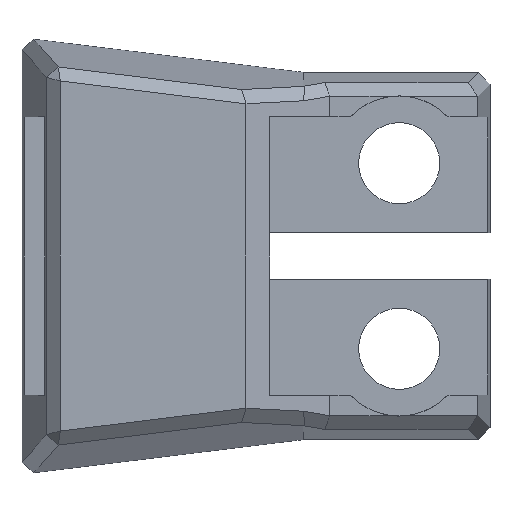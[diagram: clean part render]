
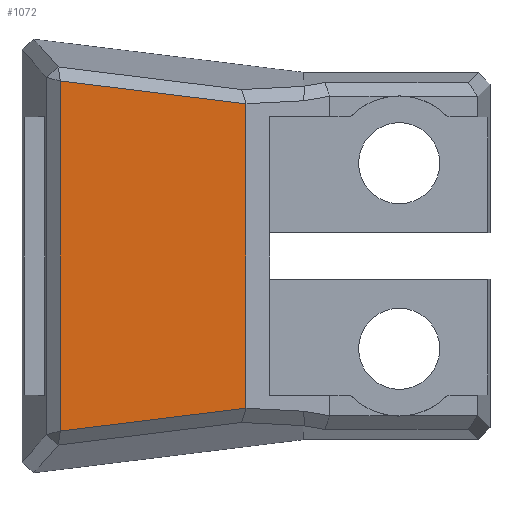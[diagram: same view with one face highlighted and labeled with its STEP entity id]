
A CAD part, front view. The second image highlights one B-rep face of the part: STEP entity #1072.
In plain terms, the highlighted planar face has unit normal (0, -1, 0).
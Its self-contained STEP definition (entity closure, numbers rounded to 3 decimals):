
#92=FACE_OUTER_BOUND('',#154,.T.);
#154=EDGE_LOOP('',(#959,#960,#961,#962));
#198=LINE('',#1526,#334);
#205=LINE('',#1537,#341);
#207=LINE('',#1541,#343);
#289=LINE('',#1721,#425);
#334=VECTOR('',#1231,10.);
#341=VECTOR('',#1242,10.);
#343=VECTOR('',#1246,10.);
#425=VECTOR('',#1416,10.);
#445=VERTEX_POINT('',#1477);
#459=VERTEX_POINT('',#1516);
#461=VERTEX_POINT('',#1525);
#464=VERTEX_POINT('',#1540);
#562=EDGE_CURVE('',#461,#459,#198,.T.);
#569=EDGE_CURVE('',#459,#445,#205,.T.);
#571=EDGE_CURVE('',#445,#464,#207,.T.);
#665=EDGE_CURVE('',#461,#464,#289,.T.);
#959=ORIENTED_EDGE('',*,*,#562,.F.);
#960=ORIENTED_EDGE('',*,*,#665,.T.);
#961=ORIENTED_EDGE('',*,*,#571,.F.);
#962=ORIENTED_EDGE('',*,*,#569,.F.);
#1015=PLANE('',#1155);
#1072=ADVANCED_FACE('',(#92),#1015,.T.);
#1155=AXIS2_PLACEMENT_3D('',#1729,#1430,#1431);
#1231=DIRECTION('',(-0.993,0.,-0.122));
#1242=DIRECTION('',(0.,0.,1.));
#1246=DIRECTION('',(0.993,0.,-0.122));
#1416=DIRECTION('',(0.,0.,1.));
#1430=DIRECTION('center_axis',(0.,-1.,0.));
#1431=DIRECTION('ref_axis',(1.,0.,0.));
#1477=CARTESIAN_POINT('',(15.407,-4.083,3.513));
#1516=CARTESIAN_POINT('',(15.407,-4.083,-11.581));
#1525=CARTESIAN_POINT('',(23.413,-4.083,-10.596));
#1526=CARTESIAN_POINT('',(25.174,-4.083,-10.379));
#1537=CARTESIAN_POINT('',(15.407,-4.083,-8.788));
#1540=CARTESIAN_POINT('',(23.413,-4.083,2.527));
#1541=CARTESIAN_POINT('',(19.049,-4.083,3.064));
#1721=CARTESIAN_POINT('',(23.413,-4.083,-4.034));
#1729=CARTESIAN_POINT('Origin',(23.848,-4.083,-4.034));
